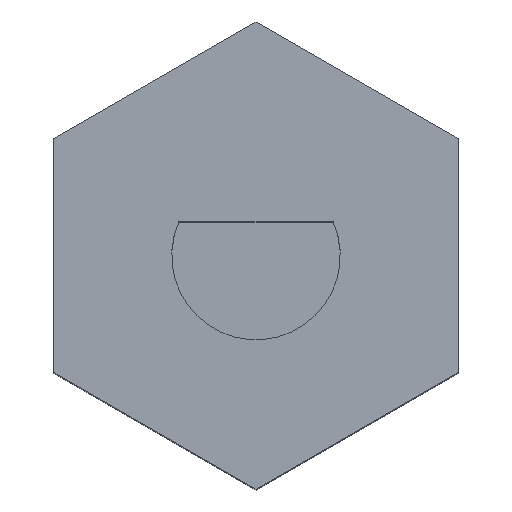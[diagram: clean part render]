
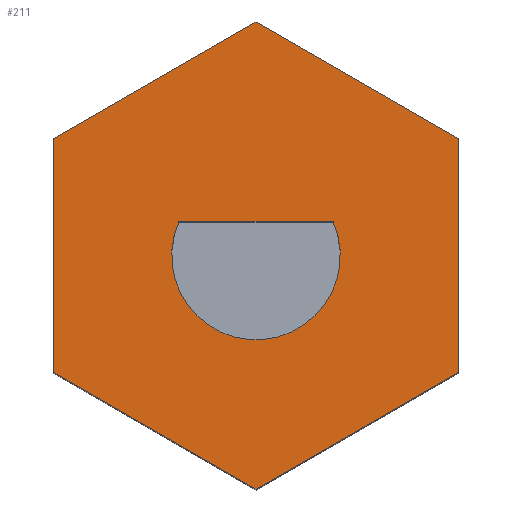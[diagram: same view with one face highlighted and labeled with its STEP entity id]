
A CAD part, top view. The second image highlights one B-rep face of the part: STEP entity #211.
In plain terms, the highlighted planar face has unit normal (0, 0, 1).
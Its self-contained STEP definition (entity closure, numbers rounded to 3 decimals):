
#15=FACE_BOUND('',#41,.T.);
#17=CIRCLE('',#236,2.5);
#27=FACE_OUTER_BOUND('',#40,.T.);
#40=EDGE_LOOP('',(#153,#154,#155,#156,#157,#158));
#41=EDGE_LOOP('',(#159,#160));
#51=LINE('',#314,#74);
#55=LINE('',#330,#78);
#56=LINE('',#332,#79);
#57=LINE('',#334,#80);
#58=LINE('',#336,#81);
#59=LINE('',#338,#82);
#60=LINE('',#339,#83);
#74=VECTOR('',#255,10.);
#78=VECTOR('',#273,10.);
#79=VECTOR('',#274,10.);
#80=VECTOR('',#275,10.);
#81=VECTOR('',#276,10.);
#82=VECTOR('',#277,10.);
#83=VECTOR('',#278,10.);
#97=VERTEX_POINT('',#312);
#98=VERTEX_POINT('',#313);
#102=VERTEX_POINT('',#328);
#103=VERTEX_POINT('',#329);
#104=VERTEX_POINT('',#331);
#105=VERTEX_POINT('',#333);
#106=VERTEX_POINT('',#335);
#107=VERTEX_POINT('',#337);
#115=EDGE_CURVE('',#97,#98,#51,.T.);
#119=EDGE_CURVE('',#98,#97,#17,.T.);
#122=EDGE_CURVE('',#102,#103,#55,.T.);
#123=EDGE_CURVE('',#103,#104,#56,.T.);
#124=EDGE_CURVE('',#104,#105,#57,.T.);
#125=EDGE_CURVE('',#105,#106,#58,.T.);
#126=EDGE_CURVE('',#106,#107,#59,.T.);
#127=EDGE_CURVE('',#107,#102,#60,.T.);
#153=ORIENTED_EDGE('',*,*,#122,.T.);
#154=ORIENTED_EDGE('',*,*,#123,.T.);
#155=ORIENTED_EDGE('',*,*,#124,.T.);
#156=ORIENTED_EDGE('',*,*,#125,.T.);
#157=ORIENTED_EDGE('',*,*,#126,.T.);
#158=ORIENTED_EDGE('',*,*,#127,.T.);
#159=ORIENTED_EDGE('',*,*,#115,.T.);
#160=ORIENTED_EDGE('',*,*,#119,.T.);
#199=PLANE('',#241);
#211=ADVANCED_FACE('',(#27,#15),#199,.F.);
#236=AXIS2_PLACEMENT_3D('',#321,#261,#262);
#241=AXIS2_PLACEMENT_3D('',#327,#271,#272);
#255=DIRECTION('',(1.,0.,0.));
#261=DIRECTION('center_axis',(0.,0.,-1.));
#262=DIRECTION('ref_axis',(1.,0.,0.));
#271=DIRECTION('center_axis',(0.,0.,-1.));
#272=DIRECTION('ref_axis',(1.,0.,0.));
#273=DIRECTION('',(0.,1.,0.));
#274=DIRECTION('',(-0.866,0.5,0.));
#275=DIRECTION('',(-0.866,-0.5,0.));
#276=DIRECTION('',(0.,-1.,0.));
#277=DIRECTION('',(0.866,-0.5,0.));
#278=DIRECTION('',(0.866,0.5,0.));
#312=CARTESIAN_POINT('',(-2.291,-12.856,15.));
#313=CARTESIAN_POINT('',(2.291,-12.856,15.));
#314=CARTESIAN_POINT('',(-1.146,-12.856,15.));
#321=CARTESIAN_POINT('Origin',(0.,-13.856,15.));
#327=CARTESIAN_POINT('Origin',(0.,-13.856,
15.));
#328=CARTESIAN_POINT('',(6.,-17.321,15.));
#329=CARTESIAN_POINT('',(6.,-10.392,15.));
#330=CARTESIAN_POINT('',(6.,-12.413,15.));
#331=CARTESIAN_POINT('',(0.,-6.928,15.));
#332=CARTESIAN_POINT('',(1.75,-7.939,15.));
#333=CARTESIAN_POINT('',(-6.,-10.392,15.));
#334=CARTESIAN_POINT('',(-4.25,-9.382,15.));
#335=CARTESIAN_POINT('',(-6.,-17.321,15.));
#336=CARTESIAN_POINT('',(-6.,-15.3,15.));
#337=CARTESIAN_POINT('',(0.,-20.785,15.));
#338=CARTESIAN_POINT('',(-1.75,-19.774,15.));
#339=CARTESIAN_POINT('',(4.25,-18.331,15.));
